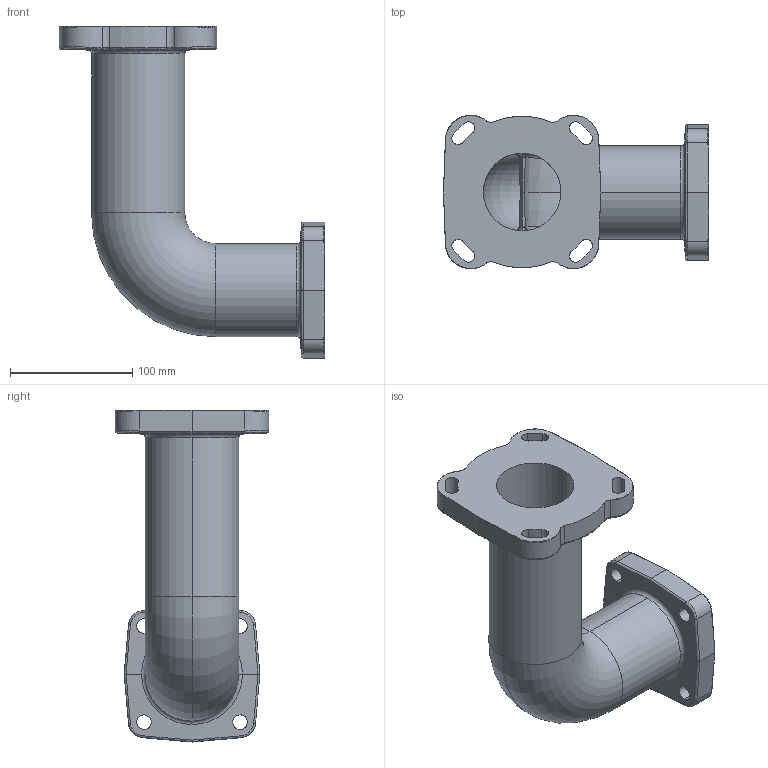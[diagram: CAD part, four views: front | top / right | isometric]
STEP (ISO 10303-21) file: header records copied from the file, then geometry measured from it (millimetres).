
FILE_DESCRIPTION((''),'2;1');
FILE_NAME('D44891_ASM','2014-08-20T',('sobri'),(''),'PRO/ENGINEER BY PARAMETRIC TECHNOLOGY CORPORATION, 2011180','PRO/ENGINEER BY PARAMETRIC TECHNOLOGY CORPORATION, 2011180','');
FILE_SCHEMA(('CONFIG_CONTROL_DESIGN'));
Length unit declared in the file: inch
Products named in the file (2): D44891; D44891_ASM
Assembly tree (1 placements, depth 2):
  D44891_ASM
    D44891
Bounding box: 216.69 x 125.46 x 271.43 mm (x, y, z)
Volume: 803855 mm3; surface area: 210771.7 mm2
Topology: 1 solids, 1 shells, 168 faces, 420 edges, 254 vertices
Faces by surface type: bspline 68, cylinder 50, plane 24, torus 18, cone 8
Entity records: 8181 total; most frequent: CARTESIAN_POINT 4599, ORIENTED_EDGE 840, DIRECTION 596, EDGE_CURVE 420, AXIS2_PLACEMENT_3D 255, VERTEX_POINT 254, EDGE_LOOP 188, B_SPLINE_CURVE_WITH_KNOTS 182
